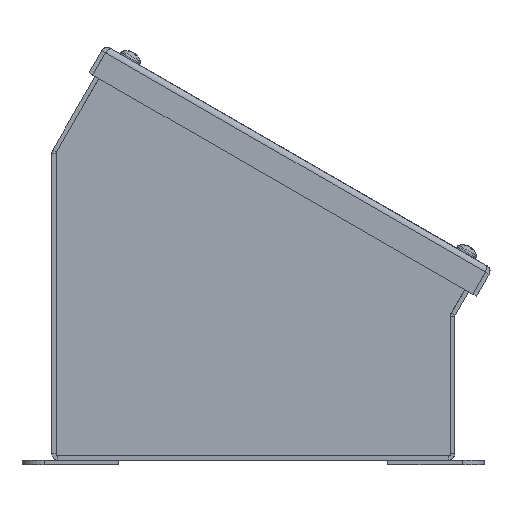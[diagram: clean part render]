
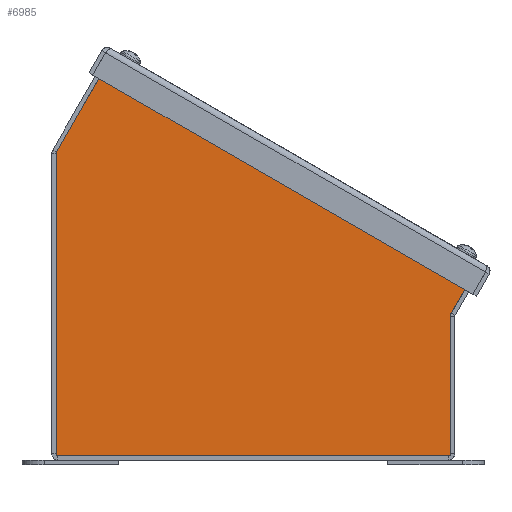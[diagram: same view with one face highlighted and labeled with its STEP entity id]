
A CAD part, front view. The second image highlights one B-rep face of the part: STEP entity #6985.
In plain terms, the highlighted face is planar.
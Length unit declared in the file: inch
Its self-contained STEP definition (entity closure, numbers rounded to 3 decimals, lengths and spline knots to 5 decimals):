
#377=LINE('',#10237,#1079);
#380=LINE('',#10243,#1082);
#383=LINE('',#10251,#1085);
#386=LINE('',#10255,#1088);
#398=LINE('',#10280,#1100);
#400=LINE('',#10284,#1102);
#402=LINE('',#10287,#1104);
#403=LINE('',#10290,#1105);
#404=LINE('',#10292,#1106);
#405=LINE('',#10294,#1107);
#406=LINE('',#10296,#1108);
#407=LINE('',#10298,#1109);
#408=LINE('',#10300,#1110);
#409=LINE('',#10301,#1111);
#1079=VECTOR('',#8328,5.28693);
#1082=VECTOR('',#8333,0.0002);
#1085=VECTOR('',#8338,0.03145);
#1088=VECTOR('',#8343,0.0002);
#1100=VECTOR('',#8359,0.03145);
#1102=VECTOR('',#8363,0.0002);
#1104=VECTOR('',#8367,0.0002);
#1105=VECTOR('',#8370,0.9087);
#1106=VECTOR('',#8371,1.75512);
#1107=VECTOR('',#8372,5.0975);
#1108=VECTOR('',#8373,6.632);
#1109=VECTOR('',#8374,2.375);
#1110=VECTOR('',#8375,0.79688);
#1111=VECTOR('',#8376,0.9087);
#1690=PLANE('',#7429);
#2060=FACE_OUTER_BOUND('',#2451,.T.);
#2451=EDGE_LOOP('',(#5018,#5019,#5020,#5021,#5022,#5023,#5024,#5025,#5026,
#5027,#5028,#5029,#5030,#5031));
#3109=VERTEX_POINT('',#10222);
#3110=VERTEX_POINT('',#10226);
#3113=VERTEX_POINT('',#10241);
#3116=VERTEX_POINT('',#10248);
#3117=VERTEX_POINT('',#10250);
#3127=VERTEX_POINT('',#10277);
#3128=VERTEX_POINT('',#10279);
#3129=VERTEX_POINT('',#10283);
#3130=VERTEX_POINT('',#10289);
#3131=VERTEX_POINT('',#10291);
#3132=VERTEX_POINT('',#10293);
#3133=VERTEX_POINT('',#10295);
#3134=VERTEX_POINT('',#10297);
#3135=VERTEX_POINT('',#10299);
#3816=EDGE_CURVE('',#3109,#3110,#377,.T.);
#3819=EDGE_CURVE('',#3110,#3113,#380,.T.);
#3822=EDGE_CURVE('',#3117,#3116,#383,.T.);
#3825=EDGE_CURVE('',#3113,#3117,#386,.T.);
#3837=EDGE_CURVE('',#3128,#3127,#398,.T.);
#3839=EDGE_CURVE('',#3129,#3109,#400,.T.);
#3841=EDGE_CURVE('',#3127,#3129,#402,.T.);
#3842=EDGE_CURVE('',#3130,#3116,#403,.T.);
#3843=EDGE_CURVE('',#3131,#3130,#404,.T.);
#3844=EDGE_CURVE('',#3132,#3131,#405,.T.);
#3845=EDGE_CURVE('',#3133,#3132,#406,.T.);
#3846=EDGE_CURVE('',#3134,#3133,#407,.T.);
#3847=EDGE_CURVE('',#3135,#3134,#408,.T.);
#3848=EDGE_CURVE('',#3128,#3135,#409,.T.);
#5018=ORIENTED_EDGE('',*,*,#3822,.T.);
#5019=ORIENTED_EDGE('',*,*,#3842,.F.);
#5020=ORIENTED_EDGE('',*,*,#3843,.F.);
#5021=ORIENTED_EDGE('',*,*,#3844,.F.);
#5022=ORIENTED_EDGE('',*,*,#3845,.F.);
#5023=ORIENTED_EDGE('',*,*,#3846,.F.);
#5024=ORIENTED_EDGE('',*,*,#3847,.F.);
#5025=ORIENTED_EDGE('',*,*,#3848,.F.);
#5026=ORIENTED_EDGE('',*,*,#3837,.T.);
#5027=ORIENTED_EDGE('',*,*,#3841,.T.);
#5028=ORIENTED_EDGE('',*,*,#3839,.T.);
#5029=ORIENTED_EDGE('',*,*,#3816,.T.);
#5030=ORIENTED_EDGE('',*,*,#3819,.T.);
#5031=ORIENTED_EDGE('',*,*,#3825,.T.);
#6985=ADVANCED_FACE('',(#2060),#1690,.T.);
#7429=AXIS2_PLACEMENT_3D('',#10288,#8368,#8369);
#8328=DIRECTION('',(-0.866,0.5,0.));
#8333=DIRECTION('',(-0.5,-0.866,0.));
#8338=DIRECTION('',(0.5,0.866,0.));
#8343=DIRECTION('',(-0.866,0.5,0.));
#8359=DIRECTION('',(-0.5,-0.866,0.));
#8363=DIRECTION('',(0.5,0.866,0.));
#8367=DIRECTION('',(-0.866,0.5,0.));
#8368=DIRECTION('center_axis',(0.,0.,1.));
#8369=DIRECTION('ref_axis',(1.,0.,0.));
#8370=DIRECTION('',(0.866,-0.5,0.));
#8371=DIRECTION('',(0.5,0.866,0.));
#8372=DIRECTION('',(0.,1.,0.));
#8373=DIRECTION('',(-1.,0.,0.));
#8374=DIRECTION('',(0.,-1.,0.));
#8375=DIRECTION('',(-0.5,-0.866,0.));
#8376=DIRECTION('',(0.866,-0.5,0.));
#10222=CARTESIAN_POINT('',(6.22768,3.4925,0.074));
#10226=CARTESIAN_POINT('',(1.64907,6.13597,0.074));
#10237=CARTESIAN_POINT('',(2.9253,5.39913,0.074));
#10241=CARTESIAN_POINT('',(1.64897,6.13579,0.074));
#10243=CARTESIAN_POINT('',(1.06434,5.1232,0.074));
#10248=CARTESIAN_POINT('',(1.66452,6.16313,0.074));
#10250=CARTESIAN_POINT('',(1.64879,6.13589,0.074));
#10251=CARTESIAN_POINT('',(1.07203,5.13692,0.074));
#10255=CARTESIAN_POINT('',(2.92511,5.39901,0.074));
#10277=CARTESIAN_POINT('',(6.22776,3.49223,0.074));
#10279=CARTESIAN_POINT('',(6.24348,3.51946,0.074));
#10280=CARTESIAN_POINT('',(5.64313,2.47963,0.074));
#10283=CARTESIAN_POINT('',(6.22758,3.49233,0.074));
#10284=CARTESIAN_POINT('',(5.65082,2.49335,0.074));
#10287=CARTESIAN_POINT('',(5.21451,4.07723,0.074));
#10288=CARTESIAN_POINT('Origin',(3.03219,2.63694,0.074));
#10289=CARTESIAN_POINT('',(0.87756,6.61748,0.074));
#10290=CARTESIAN_POINT('',(7.03044,3.06511,0.074));
#10291=CARTESIAN_POINT('',(0.,5.0975,0.074));
#10292=CARTESIAN_POINT('',(0.87756,6.61748,0.074));
#10293=CARTESIAN_POINT('',(0.,0.,0.074));
#10294=CARTESIAN_POINT('',(0.,5.0975,0.074));
#10295=CARTESIAN_POINT('',(6.632,0.,0.074));
#10296=CARTESIAN_POINT('',(0.,0.,0.074));
#10297=CARTESIAN_POINT('',(6.632,2.375,0.074));
#10298=CARTESIAN_POINT('',(6.632,0.,0.074));
#10299=CARTESIAN_POINT('',(7.03044,3.06511,0.074));
#10300=CARTESIAN_POINT('',(6.632,2.375,0.074));
#10301=CARTESIAN_POINT('',(7.03044,3.06511,0.074));
